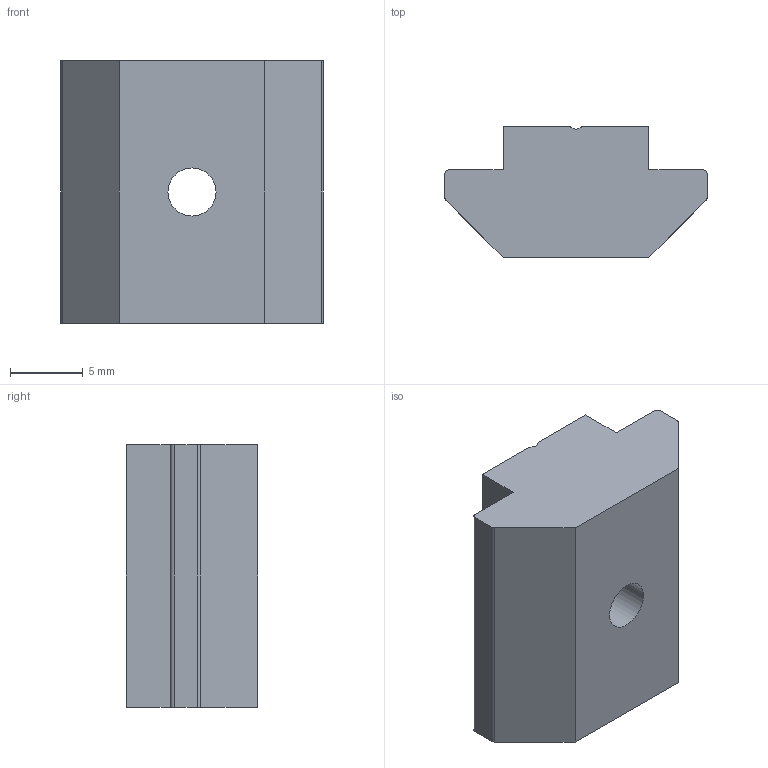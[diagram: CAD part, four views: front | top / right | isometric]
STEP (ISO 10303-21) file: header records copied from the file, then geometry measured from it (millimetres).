
FILE_DESCRIPTION (( 'STEP AP214' ), '1' );
FILE_NAME ('SNSD.30.51.37. Ñóõàðü ïàçîâûé Ì4, ïàç 10(D32).STEP', '2014-12-10T11:03:57', ( 'XTreme.ws' ), ( 'XTreme.ws' ), 'SwSTEP 2.0', 'SolidWorks 2014', '' );
FILE_SCHEMA (( 'AUTOMOTIVE_DESIGN' ));
Length unit declared in the file: millimetre
Products named in the file (1): SNSD.30.51.37. Ñóõàðü ïàçîâûé Ì4, ïàç 10(D32)
Bounding box: 18 x 9 x 18 mm (x, y, z)
Volume: 2116.3 mm3; surface area: 1202.7 mm2
Topology: 1 solids, 1 shells, 23 faces, 64 edges, 42 vertices
Faces by surface type: plane 13, cylinder 8, cone 2
Entity records: 814 total; most frequent: CARTESIAN_POINT 148, ORIENTED_EDGE 128, DIRECTION 128, EDGE_CURVE 64, VECTOR 44, LINE 44, VERTEX_POINT 42, AXIS2_PLACEMENT_3D 42
